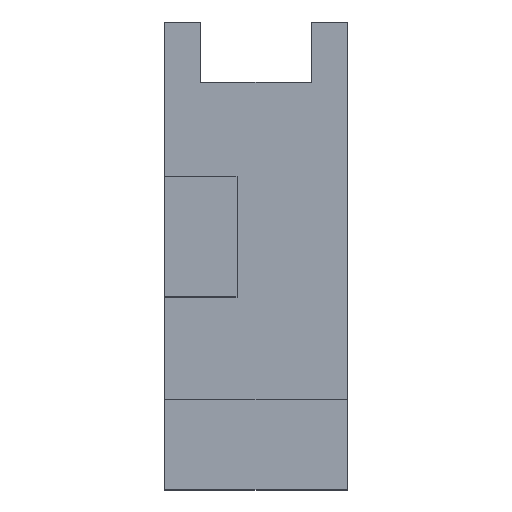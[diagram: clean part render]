
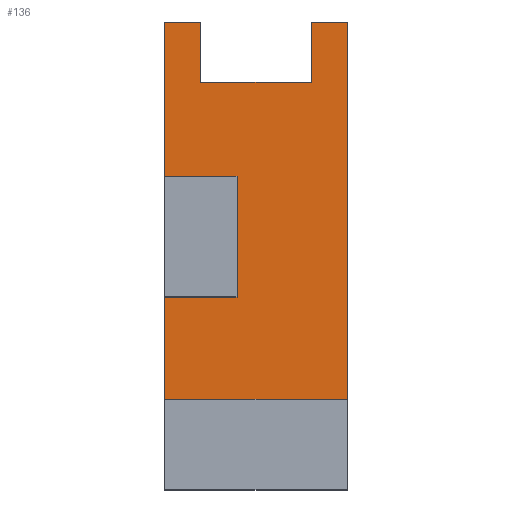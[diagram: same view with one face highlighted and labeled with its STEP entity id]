
A CAD part, top view. The second image highlights one B-rep face of the part: STEP entity #136.
In plain terms, the highlighted planar face has unit normal (0, 0, 1).
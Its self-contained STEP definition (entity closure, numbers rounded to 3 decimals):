
#21 = EDGE_CURVE('',#22,#24,#26,.T.);
#22 = VERTEX_POINT('',#23);
#23 = CARTESIAN_POINT('',(-3.675,20.,3.));
#24 = VERTEX_POINT('',#25);
#25 = CARTESIAN_POINT('',(2.325,20.,3.));
#26 = LINE('',#27,#28);
#27 = CARTESIAN_POINT('',(3.113,20.,3.));
#28 = VECTOR('',#29,1.);
#29 = DIRECTION('',(1.,0.,0.));
#61 = EDGE_CURVE('',#62,#64,#66,.T.);
#62 = VERTEX_POINT('',#63);
#63 = CARTESIAN_POINT('',(2.325,10.,3.));
#64 = VERTEX_POINT('',#65);
#65 = CARTESIAN_POINT('',(-3.675,10.,3.));
#66 = LINE('',#67,#68);
#67 = CARTESIAN_POINT('',(0.113,10.,3.));
#68 = VECTOR('',#69,1.);
#69 = DIRECTION('',(-1.,0.,0.));
#101 = EDGE_CURVE('',#24,#62,#102,.T.);
#102 = LINE('',#103,#104);
#103 = CARTESIAN_POINT('',(2.325,12.575,3.));
#104 = VECTOR('',#105,1.);
#105 = DIRECTION('',(0.,-1.,0.));
#136 = ADVANCED_FACE('',(#137),#212,.T.);
#137 = FACE_BOUND('',#138,.T.);
#138 = EDGE_LOOP('',(#139,#140,#141,#142,#150,#158,#166,#174,#182,#190,
    #198,#206));
#139 = ORIENTED_EDGE('',*,*,#21,.T.);
#140 = ORIENTED_EDGE('',*,*,#101,.T.);
#141 = ORIENTED_EDGE('',*,*,#61,.T.);
#142 = ORIENTED_EDGE('',*,*,#143,.T.);
#143 = EDGE_CURVE('',#64,#144,#146,.T.);
#144 = VERTEX_POINT('',#145);
#145 = CARTESIAN_POINT('',(-3.675,1.5,3.));
#146 = LINE('',#147,#148);
#147 = CARTESIAN_POINT('',(-3.675,-2.5,3.));
#148 = VECTOR('',#149,1.);
#149 = DIRECTION('',(0.,-1.,0.));
#150 = ORIENTED_EDGE('',*,*,#151,.T.);
#151 = EDGE_CURVE('',#144,#152,#154,.T.);
#152 = VERTEX_POINT('',#153);
#153 = CARTESIAN_POINT('',(11.475,1.5,3.));
#154 = LINE('',#155,#156);
#155 = CARTESIAN_POINT('',(7.688,1.5,3.));
#156 = VECTOR('',#157,1.);
#157 = DIRECTION('',(1.,0.,0.));
#158 = ORIENTED_EDGE('',*,*,#159,.T.);
#159 = EDGE_CURVE('',#152,#160,#162,.T.);
#160 = VERTEX_POINT('',#161);
#161 = CARTESIAN_POINT('',(11.475,32.8,3.));
#162 = LINE('',#163,#164);
#163 = CARTESIAN_POINT('',(11.475,32.8,3.));
#164 = VECTOR('',#165,1.);
#165 = DIRECTION('',(0.,1.,0.));
#166 = ORIENTED_EDGE('',*,*,#167,.T.);
#167 = EDGE_CURVE('',#160,#168,#170,.T.);
#168 = VERTEX_POINT('',#169);
#169 = CARTESIAN_POINT('',(8.475,32.8,3.));
#170 = LINE('',#171,#172);
#171 = CARTESIAN_POINT('',(-3.675,32.8,3.));
#172 = VECTOR('',#173,1.);
#173 = DIRECTION('',(-1.,0.,0.));
#174 = ORIENTED_EDGE('',*,*,#175,.T.);
#175 = EDGE_CURVE('',#168,#176,#178,.T.);
#176 = VERTEX_POINT('',#177);
#177 = CARTESIAN_POINT('',(8.475,27.8,3.));
#178 = LINE('',#179,#180);
#179 = CARTESIAN_POINT('',(8.475,27.8,3.));
#180 = VECTOR('',#181,1.);
#181 = DIRECTION('',(0.,-1.,0.));
#182 = ORIENTED_EDGE('',*,*,#183,.T.);
#183 = EDGE_CURVE('',#176,#184,#186,.T.);
#184 = VERTEX_POINT('',#185);
#185 = CARTESIAN_POINT('',(-0.675,27.8,3.));
#186 = LINE('',#187,#188);
#187 = CARTESIAN_POINT('',(-3.675,27.8,3.));
#188 = VECTOR('',#189,1.);
#189 = DIRECTION('',(-1.,0.,0.));
#190 = ORIENTED_EDGE('',*,*,#191,.T.);
#191 = EDGE_CURVE('',#184,#192,#194,.T.);
#192 = VERTEX_POINT('',#193);
#193 = CARTESIAN_POINT('',(-0.675,32.8,3.));
#194 = LINE('',#195,#196);
#195 = CARTESIAN_POINT('',(-0.675,32.8,3.));
#196 = VECTOR('',#197,1.);
#197 = DIRECTION('',(0.,1.,0.));
#198 = ORIENTED_EDGE('',*,*,#199,.T.);
#199 = EDGE_CURVE('',#192,#200,#202,.T.);
#200 = VERTEX_POINT('',#201);
#201 = CARTESIAN_POINT('',(-3.675,32.8,3.));
#202 = LINE('',#203,#204);
#203 = CARTESIAN_POINT('',(-3.675,32.8,3.));
#204 = VECTOR('',#205,1.);
#205 = DIRECTION('',(-1.,0.,0.));
#206 = ORIENTED_EDGE('',*,*,#207,.T.);
#207 = EDGE_CURVE('',#200,#22,#208,.T.);
#208 = LINE('',#209,#210);
#209 = CARTESIAN_POINT('',(-3.675,-2.5,3.));
#210 = VECTOR('',#211,1.);
#211 = DIRECTION('',(0.,-1.,0.));
#212 = PLANE('',#213);
#213 = AXIS2_PLACEMENT_3D('',#214,#215,#216);
#214 = CARTESIAN_POINT('',(3.9,15.15,3.));
#215 = DIRECTION('',(0.,0.,1.));
#216 = DIRECTION('',(1.,0.,0.));
